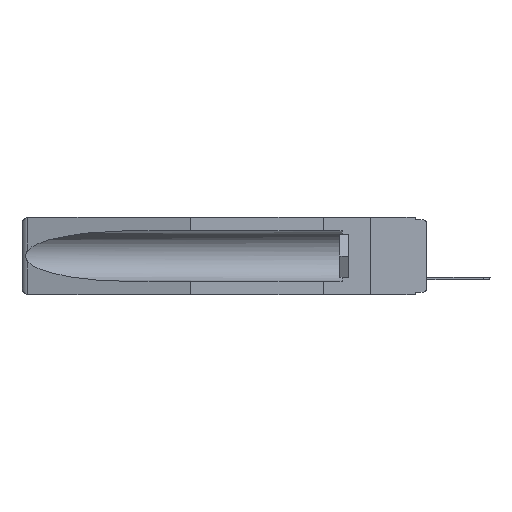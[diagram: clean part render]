
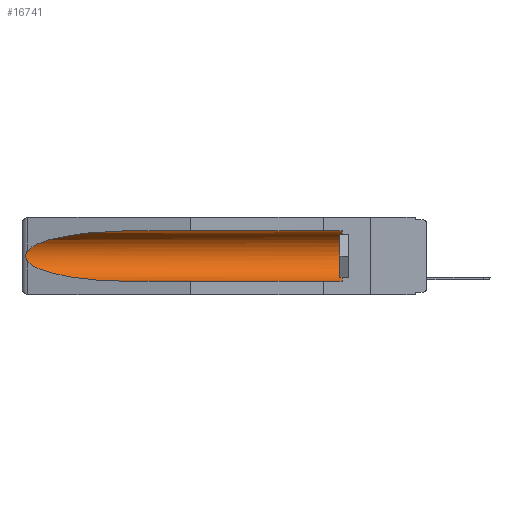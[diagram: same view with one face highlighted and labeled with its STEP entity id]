
A CAD part, left-side view. The second image highlights one B-rep face of the part: STEP entity #16741.
In plain terms, the highlighted cylindrical face has radius 2.857 mm (diameter 5.715 mm), a partial arc.
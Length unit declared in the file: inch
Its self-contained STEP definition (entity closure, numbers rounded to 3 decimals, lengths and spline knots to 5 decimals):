
#19 = CARTESIAN_POINT ( 'NONE',  ( 0.26597, 1.5296, -0.19026 ) ) ;
#1575 =( BOUNDED_CURVE ( )  B_SPLINE_CURVE ( 3, ( #4112, #5596, #13625, #12148 ),
 .UNSPECIFIED., .F., .T. ) 
 B_SPLINE_CURVE_WITH_KNOTS ( ( 4, 4 ),
 ( 0.1948, 1.5708 ),
 .UNSPECIFIED. ) 
 CURVE ( )  GEOMETRIC_REPRESENTATION_ITEM ( )  RATIONAL_B_SPLINE_CURVE ( ( 1., 0.848, 0.848, 1. ) ) 
 REPRESENTATION_ITEM ( '' )  );
#1580 = DIRECTION ( 'NONE',  ( 0., 0., 1. ) ) ;
#1586 = CARTESIAN_POINT ( 'NONE',  ( 0.2675, 1.53308, -0.16763 ) ) ;
#1837 = VERTEX_POINT ( 'NONE', #6022 ) ;
#2082 = CYLINDRICAL_SURFACE ( 'NONE', #12440, 0.1125 ) ;
#3174 = CARTESIAN_POINT ( 'NONE',  ( 0.2673, 1.5327, -0.16383 ) ) ;
#3217 = CARTESIAN_POINT ( 'NONE',  ( 0.26537, 1.52718, -0.19328 ) ) ;
#3271 = CARTESIAN_POINT ( 'NONE',  ( 0.26597, 1.52961, -0.15275 ) ) ;
#3293 = CARTESIAN_POINT ( 'NONE',  ( 0.155, -0.30754, -0.059 ) ) ;
#3503 = DIRECTION ( 'NONE',  ( 0., 1., 0. ) ) ;
#3665 = EDGE_CURVE ( 'NONE', #1837, #11043, #16381, .T. ) ;
#3716 = EDGE_LOOP ( 'NONE', ( #13730, #19503, #16975, #5996, #3745, #15878 ) ) ;
#3745 = ORIENTED_EDGE ( 'NONE', *, *, #4105, .T. ) ;
#3902 = CARTESIAN_POINT ( 'NONE',  ( 0.25451, 1.48313, -0.09465 ) ) ;
#4105 = EDGE_CURVE ( 'NONE', #18173, #1837, #6319, .T. ) ;
#4112 = CARTESIAN_POINT ( 'NONE',  ( 0.26537, 1.52718, -0.19328 ) ) ;
#4566 = CARTESIAN_POINT ( 'NONE',  ( 0.155, 1.07973, -0.284 ) ) ;
#4731 = VERTEX_POINT ( 'NONE', #4566 ) ;
#4860 = CARTESIAN_POINT ( 'NONE',  ( 0.2675, 1.53308, -0.17534 ) ) ;
#4952 = CARTESIAN_POINT ( 'NONE',  ( 0.155, 0.126, -0.1715 ) ) ;
#5384 = EDGE_CURVE ( 'NONE', #13842, #11878, #15758, .T. ) ;
#5596 = CARTESIAN_POINT ( 'NONE',  ( 0.25451, 1.48313, -0.24835 ) ) ;
#5697 = CARTESIAN_POINT ( 'NONE',  ( 0.155, 1.07973, -0.059 ) ) ;
#5996 = ORIENTED_EDGE ( 'NONE', *, *, #6353, .F. ) ;
#6022 = CARTESIAN_POINT ( 'NONE',  ( 0.155, 0.126, -0.059 ) ) ;
#6319 = CIRCLE ( 'NONE', #14745, 0.1125 ) ;
#6353 = EDGE_CURVE ( 'NONE', #18173, #4731, #15123, .T. ) ;
#6441 = CARTESIAN_POINT ( 'NONE',  ( 0.26537, 1.52718, -0.19328 ) ) ;
#7081 = CARTESIAN_POINT ( 'NONE',  ( 0.21114, 1.30732, -0.059 ) ) ;
#8506 = CARTESIAN_POINT ( 'NONE',  ( 0.155, -0.30754, -0.1715 ) ) ;
#8868 = EDGE_CURVE ( 'NONE', #11043, #13842, #9780, .T. ) ;
#8884 = DIRECTION ( 'NONE',  ( 0., 1., 0. ) ) ;
#9780 =( BOUNDED_CURVE ( )  B_SPLINE_CURVE ( 3, ( #5697, #7081, #3902, #13513 ),
 .UNSPECIFIED., .F., .T. ) 
 B_SPLINE_CURVE_WITH_KNOTS ( ( 4, 4 ),
 ( 4.71239, 6.08839 ),
 .UNSPECIFIED. ) 
 CURVE ( )  GEOMETRIC_REPRESENTATION_ITEM ( )  RATIONAL_B_SPLINE_CURVE ( ( 1., 0.848, 0.848, 1. ) ) 
 REPRESENTATION_ITEM ( '' )  );
#11043 = VERTEX_POINT ( 'NONE', #19312 ) ;
#11183 = DIRECTION ( 'NONE',  ( 0., -1., 0. ) ) ;
#11274 = EDGE_CURVE ( 'NONE', #11878, #4731, #1575, .T. ) ;
#11509 = CARTESIAN_POINT ( 'NONE',  ( 0.26655, 1.53094, -0.18657 ) ) ;
#11878 = VERTEX_POINT ( 'NONE', #3217 ) ;
#11997 = DIRECTION ( 'NONE',  ( 0., 0., 1. ) ) ;
#12058 = CARTESIAN_POINT ( 'NONE',  ( 0.155, -0.30754, -0.284 ) ) ;
#12148 = CARTESIAN_POINT ( 'NONE',  ( 0.155, 1.07973, -0.284 ) ) ;
#12366 = CARTESIAN_POINT ( 'NONE',  ( 0.26537, 1.52718, -0.14972 ) ) ;
#12368 = VECTOR ( 'NONE', #3503, 39.37008 ) ;
#12440 = AXIS2_PLACEMENT_3D ( 'NONE', #8506, #13571, #11997 ) ;
#13085 = CARTESIAN_POINT ( 'NONE',  ( 0.26537, 1.52718, -0.14972 ) ) ;
#13266 = FACE_OUTER_BOUND ( 'NONE', #3716, .T. ) ;
#13513 = CARTESIAN_POINT ( 'NONE',  ( 0.26537, 1.52718, -0.14972 ) ) ;
#13571 = DIRECTION ( 'NONE',  ( 0., 1., 0. ) ) ;
#13625 = CARTESIAN_POINT ( 'NONE',  ( 0.21114, 1.30732, -0.284 ) ) ;
#13730 = ORIENTED_EDGE ( 'NONE', *, *, #8868, .T. ) ;
#13842 = VERTEX_POINT ( 'NONE', #12366 ) ;
#14745 = AXIS2_PLACEMENT_3D ( 'NONE', #4952, #11183, #1580 ) ;
#15002 = VECTOR ( 'NONE', #8884, 39.37008 ) ;
#15123 = LINE ( 'NONE', #12058, #15002 ) ;
#15758 = B_SPLINE_CURVE_WITH_KNOTS ( 'NONE', 3,
 ( #13085, #3271, #16253, #3174, #1586, #4860, #19615, #11509, #19, #6441 ),
 .UNSPECIFIED., .F., .F.,
 ( 4, 2, 2, 2, 4 ),
 ( 0., 0.00029, 0.00058, 0.00087, 0.00117 ),
 .UNSPECIFIED. ) ;
#15878 = ORIENTED_EDGE ( 'NONE', *, *, #3665, .T. ) ;
#16253 = CARTESIAN_POINT ( 'NONE',  ( 0.26654, 1.53092, -0.15636 ) ) ;
#16381 = LINE ( 'NONE', #3293, #12368 ) ;
#16648 = CARTESIAN_POINT ( 'NONE',  ( 0.155, 0.126, -0.284 ) ) ;
#16741 = ADVANCED_FACE ( 'NONE', ( #13266 ), #2082, .F. ) ;
#16975 = ORIENTED_EDGE ( 'NONE', *, *, #11274, .T. ) ;
#18173 = VERTEX_POINT ( 'NONE', #16648 ) ;
#19312 = CARTESIAN_POINT ( 'NONE',  ( 0.155, 1.07973, -0.059 ) ) ;
#19503 = ORIENTED_EDGE ( 'NONE', *, *, #5384, .T. ) ;
#19615 = CARTESIAN_POINT ( 'NONE',  ( 0.2673, 1.53269, -0.17917 ) ) ;
